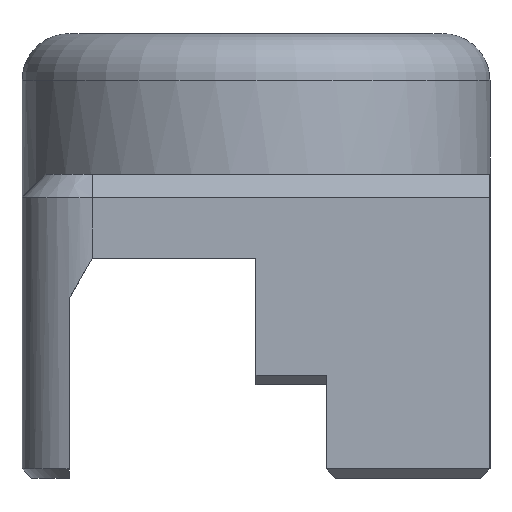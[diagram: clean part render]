
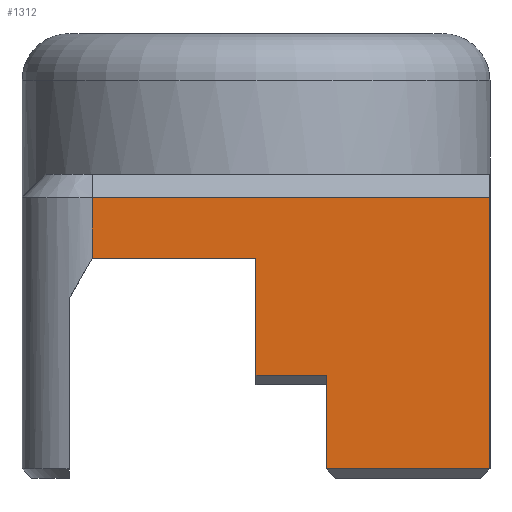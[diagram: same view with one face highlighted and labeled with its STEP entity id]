
A CAD part, left-side view. The second image highlights one B-rep face of the part: STEP entity #1312.
In plain terms, the highlighted planar face has unit normal (-1, 0, 0).
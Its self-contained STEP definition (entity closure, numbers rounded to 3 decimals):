
#51=PLANE('',#1418);
#107=FACE_OUTER_BOUND('',#184,.T.);
#184=EDGE_LOOP('',(#992,#993,#994,#995,#996,#997,#998,#999));
#329=LINE('',#2208,#453);
#343=LINE('',#2254,#467);
#357=LINE('',#2290,#481);
#359=LINE('',#2296,#483);
#360=LINE('',#2298,#484);
#361=LINE('',#2300,#485);
#362=LINE('',#2302,#486);
#363=LINE('',#2303,#487);
#453=VECTOR('',#1553,10.);
#467=VECTOR('',#1581,10.);
#481=VECTOR('',#1617,1000.);
#483=VECTOR('',#1623,1000.);
#484=VECTOR('',#1624,1000.);
#485=VECTOR('',#1625,1000.);
#486=VECTOR('',#1626,1000.);
#487=VECTOR('',#1627,1000.);
#585=VERTEX_POINT('',#2194);
#590=VERTEX_POINT('',#2205);
#591=VERTEX_POINT('',#2207);
#619=VERTEX_POINT('',#2289);
#621=VERTEX_POINT('',#2295);
#622=VERTEX_POINT('',#2297);
#623=VERTEX_POINT('',#2299);
#624=VERTEX_POINT('',#2301);
#723=EDGE_CURVE('',#591,#590,#329,.T.);
#743=EDGE_CURVE('',#585,#591,#343,.T.);
#761=EDGE_CURVE('',#619,#585,#357,.T.);
#764=EDGE_CURVE('',#590,#621,#359,.T.);
#765=EDGE_CURVE('',#621,#622,#360,.T.);
#766=EDGE_CURVE('',#622,#623,#361,.T.);
#767=EDGE_CURVE('',#624,#623,#362,.T.);
#768=EDGE_CURVE('',#624,#619,#363,.T.);
#992=ORIENTED_EDGE('',*,*,#743,.T.);
#993=ORIENTED_EDGE('',*,*,#723,.T.);
#994=ORIENTED_EDGE('',*,*,#764,.T.);
#995=ORIENTED_EDGE('',*,*,#765,.T.);
#996=ORIENTED_EDGE('',*,*,#766,.T.);
#997=ORIENTED_EDGE('',*,*,#767,.F.);
#998=ORIENTED_EDGE('',*,*,#768,.T.);
#999=ORIENTED_EDGE('',*,*,#761,.T.);
#1312=ADVANCED_FACE('',(#107),#51,.F.);
#1418=AXIS2_PLACEMENT_3D('',#2294,#1621,#1622);
#1553=DIRECTION('',(0.,0.,-1.));
#1581=DIRECTION('',(0.,-1.,0.));
#1617=DIRECTION('',(0.,0.,-1.));
#1621=DIRECTION('center_axis',(1.,0.,0.));
#1622=DIRECTION('ref_axis',(0.,0.,-1.));
#1623=DIRECTION('',(0.,-1.,0.));
#1624=DIRECTION('',(0.,0.,-1.));
#1625=DIRECTION('',(0.,-1.,0.));
#1626=DIRECTION('',(0.,0.,-1.));
#1627=DIRECTION('',(0.,1.,0.));
#2194=CARTESIAN_POINT('',(0.,17.,9.394));
#2205=CARTESIAN_POINT('',(0.,10.,4.4));
#2207=CARTESIAN_POINT('',(0.,10.,9.394));
#2208=CARTESIAN_POINT('',(0.,10.,6.469));
#2254=CARTESIAN_POINT('',(0.,5.,9.394));
#2289=CARTESIAN_POINT('',(0.,17.,12.));
#2290=CARTESIAN_POINT('',(0.,17.,13.));
#2294=CARTESIAN_POINT('Origin',(0.,0.,13.));
#2295=CARTESIAN_POINT('',(0.,7.,4.4));
#2296=CARTESIAN_POINT('',(0.,0.,4.4));
#2297=CARTESIAN_POINT('',(0.,7.,0.4));
#2298=CARTESIAN_POINT('',(0.,7.,4.));
#2299=CARTESIAN_POINT('',(0.,0.,0.4));
#2300=CARTESIAN_POINT('',(0.,0.,0.4));
#2301=CARTESIAN_POINT('',(0.,0.,12.));
#2302=CARTESIAN_POINT('',(0.,0.,13.));
#2303=CARTESIAN_POINT('',(0.,0.,12.));
